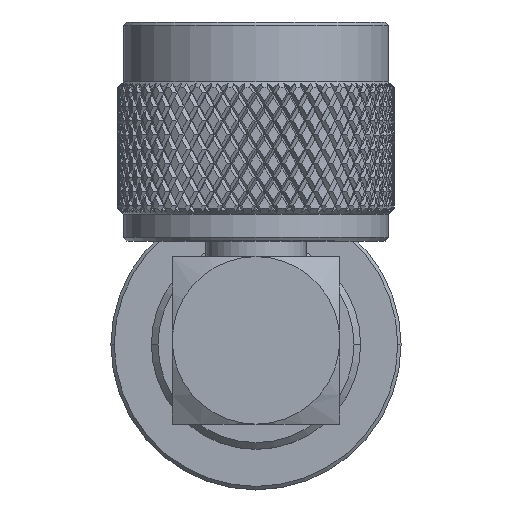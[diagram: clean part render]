
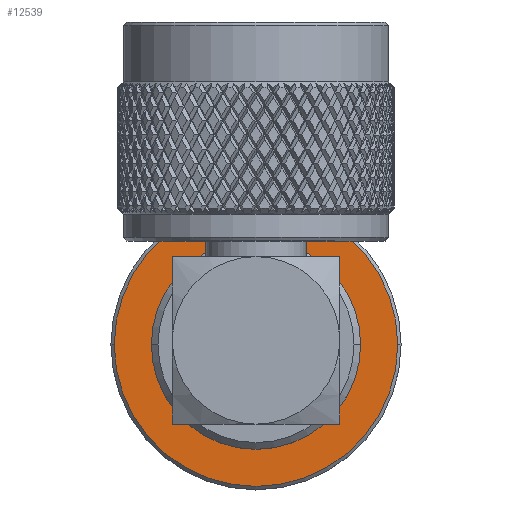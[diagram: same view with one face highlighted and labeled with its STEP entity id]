
A CAD part, top view. The second image highlights one B-rep face of the part: STEP entity #12539.
In plain terms, the highlighted face is planar.
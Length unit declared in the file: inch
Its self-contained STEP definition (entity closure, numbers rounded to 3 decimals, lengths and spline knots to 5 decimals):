
#5885 = EDGE_LOOP ( 'NONE', ( #86407, #72471 ) ) ;
#6838 = DIRECTION ( 'NONE',  ( 1., 0., 0. ) ) ;
#12539 = ADVANCED_FACE ( 'NONE', ( #75893, #35999 ), #130032, .T. ) ;
#14841 = DIRECTION ( 'NONE',  ( 0., 0., -1. ) ) ;
#16781 = CARTESIAN_POINT ( 'NONE',  ( 0.98425, 0., 0.3125 ) ) ;
#18741 = CARTESIAN_POINT ( 'NONE',  ( 0.98425, 0., -0.42307 ) ) ;
#35999 = FACE_BOUND ( 'NONE', #5885, .T. ) ;
#42800 = AXIS2_PLACEMENT_3D ( 'NONE', #62591, #116700, #170852 ) ;
#48722 = EDGE_CURVE ( 'NONE', #50012, #160204, #160279, .T. ) ;
#50012 = VERTEX_POINT ( 'NONE', #18741 ) ;
#54804 = DIRECTION ( 'NONE',  ( 1., 0., 0. ) ) ;
#57936 = AXIS2_PLACEMENT_3D ( 'NONE', #168363, #6838, #138183 ) ;
#62591 = CARTESIAN_POINT ( 'NONE',  ( 0.98425, 0.43307, 0. ) ) ;
#71985 = CIRCLE ( 'NONE', #91798, 0.3125 ) ;
#72120 = DIRECTION ( 'NONE',  ( 1., 0., 0. ) ) ;
#72471 = ORIENTED_EDGE ( 'NONE', *, *, #110232, .F. ) ;
#73972 = VERTEX_POINT ( 'NONE', #16781 ) ;
#75893 = FACE_OUTER_BOUND ( 'NONE', #164134, .T. ) ;
#80552 = CIRCLE ( 'NONE', #57936, 0.3125 ) ;
#83462 = CIRCLE ( 'NONE', #91937, 0.42307 ) ;
#86407 = ORIENTED_EDGE ( 'NONE', *, *, #111109, .F. ) ;
#87374 = VERTEX_POINT ( 'NONE', #103476 ) ;
#91798 = AXIS2_PLACEMENT_3D ( 'NONE', #120317, #108713, #93627 ) ;
#91937 = AXIS2_PLACEMENT_3D ( 'NONE', #164819, #54804, #14841 ) ;
#92532 = CARTESIAN_POINT ( 'NONE',  ( 0.98425, 0., 0.42307 ) ) ;
#92606 = ORIENTED_EDGE ( 'NONE', *, *, #113690, .T. ) ;
#93627 = DIRECTION ( 'NONE',  ( 0., 0., -1. ) ) ;
#103476 = CARTESIAN_POINT ( 'NONE',  ( 0.98425, 0., -0.3125 ) ) ;
#108713 = DIRECTION ( 'NONE',  ( 1., 0., 0. ) ) ;
#110232 = EDGE_CURVE ( 'NONE', #73972, #87374, #71985, .T. ) ;
#111109 = EDGE_CURVE ( 'NONE', #87374, #73972, #80552, .T. ) ;
#113690 = EDGE_CURVE ( 'NONE', #160204, #50012, #83462, .T. ) ;
#116700 = DIRECTION ( 'NONE',  ( 1., 0., 0. ) ) ;
#120317 = CARTESIAN_POINT ( 'NONE',  ( 0.98425, 0., 0. ) ) ;
#122922 = ORIENTED_EDGE ( 'NONE', *, *, #48722, .T. ) ;
#126239 = DIRECTION ( 'NONE',  ( 0., 0., -1. ) ) ;
#130032 = PLANE ( 'NONE',  #42800 ) ;
#137673 = AXIS2_PLACEMENT_3D ( 'NONE', #139526, #72120, #126239 ) ;
#138183 = DIRECTION ( 'NONE',  ( 0., 0., -1. ) ) ;
#139526 = CARTESIAN_POINT ( 'NONE',  ( 0.98425, 0., 0. ) ) ;
#160204 = VERTEX_POINT ( 'NONE', #92532 ) ;
#160279 = CIRCLE ( 'NONE', #137673, 0.42307 ) ;
#164134 = EDGE_LOOP ( 'NONE', ( #92606, #122922 ) ) ;
#164819 = CARTESIAN_POINT ( 'NONE',  ( 0.98425, 0., 0. ) ) ;
#168363 = CARTESIAN_POINT ( 'NONE',  ( 0.98425, 0., 0. ) ) ;
#170852 = DIRECTION ( 'NONE',  ( 0., 0., -1. ) ) ;
